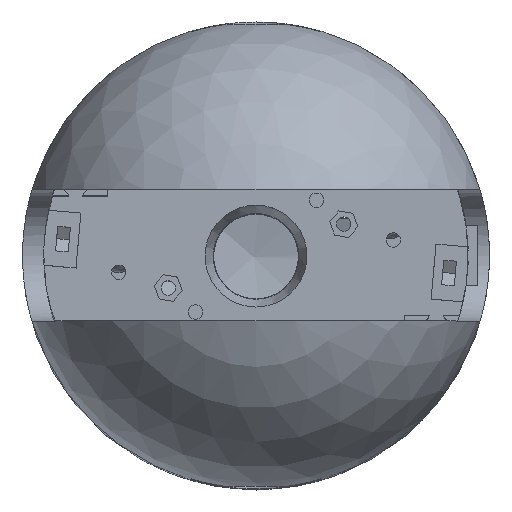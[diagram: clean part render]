
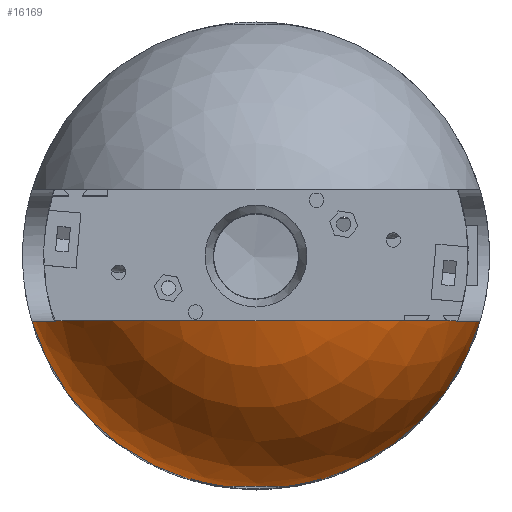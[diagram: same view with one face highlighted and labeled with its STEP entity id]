
A CAD part, top view. The second image highlights one B-rep face of the part: STEP entity #16169.
In plain terms, the highlighted spherical face has radius 55 mm.
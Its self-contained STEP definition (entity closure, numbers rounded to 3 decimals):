
#104=SPHERICAL_SURFACE('',#17723,55.);
#1739=CIRCLE('',#17600,55.);
#1742=CIRCLE('',#17603,55.);
#1747=CIRCLE('',#17609,52.771);
#1801=CIRCLE('',#17724,52.829);
#1802=CIRCLE('',#17725,54.889);
#1803=CIRCLE('',#17726,8.2);
#1804=CIRCLE('',#17727,8.2);
#1805=CIRCLE('',#17728,54.889);
#1806=CIRCLE('',#17729,52.829);
#2571=FACE_OUTER_BOUND('',#3623,.T.);
#3623=EDGE_LOOP('',(#14665,#14666,#14667,#14668,#14669,#14670,#14671,#14672,
#14673));
#7494=VERTEX_POINT('',#35953);
#7566=VERTEX_POINT('',#36502);
#7655=VERTEX_POINT('',#37137);
#7660=VERTEX_POINT('',#37160);
#7786=VERTEX_POINT('',#38420);
#7787=VERTEX_POINT('',#38422);
#7788=VERTEX_POINT('',#38424);
#7789=VERTEX_POINT('',#38426);
#7790=VERTEX_POINT('',#38428);
#9940=EDGE_CURVE('',#7566,#7655,#1739,.T.);
#9946=EDGE_CURVE('',#7660,#7494,#1742,.T.);
#9987=EDGE_CURVE('',#7494,#7566,#1747,.T.);
#10121=EDGE_CURVE('',#7660,#7786,#1801,.T.);
#10122=EDGE_CURVE('',#7786,#7787,#1802,.T.);
#10123=EDGE_CURVE('',#7787,#7788,#1803,.T.);
#10124=EDGE_CURVE('',#7788,#7789,#1804,.T.);
#10125=EDGE_CURVE('',#7789,#7790,#1805,.T.);
#10126=EDGE_CURVE('',#7790,#7655,#1806,.T.);
#14665=ORIENTED_EDGE('',*,*,#10121,.T.);
#14666=ORIENTED_EDGE('',*,*,#10122,.T.);
#14667=ORIENTED_EDGE('',*,*,#10123,.T.);
#14668=ORIENTED_EDGE('',*,*,#10124,.T.);
#14669=ORIENTED_EDGE('',*,*,#10125,.T.);
#14670=ORIENTED_EDGE('',*,*,#10126,.T.);
#14671=ORIENTED_EDGE('',*,*,#9940,.F.);
#14672=ORIENTED_EDGE('',*,*,#9987,.F.);
#14673=ORIENTED_EDGE('',*,*,#9946,.F.);
#16169=ADVANCED_FACE('',(#2571),#104,.T.);
#17600=AXIS2_PLACEMENT_3D('',#37138,#21241,#21242);
#17603=AXIS2_PLACEMENT_3D('',#37162,#21249,#21250);
#17609=AXIS2_PLACEMENT_3D('',#38139,#21264,#21265);
#17723=AXIS2_PLACEMENT_3D('',#38419,#21572,#21573);
#17724=AXIS2_PLACEMENT_3D('',#38421,#21574,#21575);
#17725=AXIS2_PLACEMENT_3D('',#38423,#21576,#21577);
#17726=AXIS2_PLACEMENT_3D('',#38425,#21578,#21579);
#17727=AXIS2_PLACEMENT_3D('',#38427,#21580,#21581);
#17728=AXIS2_PLACEMENT_3D('',#38429,#21582,#21583);
#17729=AXIS2_PLACEMENT_3D('',#38430,#21584,#21585);
#21241=DIRECTION('center_axis',(0.,0.,-1.));
#21242=DIRECTION('ref_axis',(1.,0.,0.));
#21249=DIRECTION('center_axis',(0.,0.,-1.));
#21250=DIRECTION('ref_axis',(1.,0.,0.));
#21264=DIRECTION('center_axis',(-1.,0.,0.));
#21265=DIRECTION('ref_axis',(0.,1.,0.));
#21572=DIRECTION('center_axis',(0.,0.,1.));
#21573=DIRECTION('ref_axis',(1.,0.,0.));
#21574=DIRECTION('center_axis',(0.,-1.,0.));
#21575=DIRECTION('ref_axis',(0.,0.,-1.));
#21576=DIRECTION('center_axis',(0.,0.,1.));
#21577=DIRECTION('ref_axis',(1.,0.,0.));
#21578=DIRECTION('center_axis',(-1.,0.,0.));
#21579=DIRECTION('ref_axis',(0.,0.904,0.427));
#21580=DIRECTION('center_axis',(-1.,0.,0.));
#21581=DIRECTION('ref_axis',(0.,0.904,0.427));
#21582=DIRECTION('center_axis',(0.,0.,1.));
#21583=DIRECTION('ref_axis',(1.,0.,0.));
#21584=DIRECTION('center_axis',(0.,1.,0.));
#21585=DIRECTION('ref_axis',(0.,0.,1.));
#35953=CARTESIAN_POINT('',(15.5,-52.771,100.));
#36502=CARTESIAN_POINT('',(15.5,52.771,100.));
#37137=CARTESIAN_POINT('',(52.829,15.3,100.));
#37138=CARTESIAN_POINT('Origin',(0.,0.,100.));
#37160=CARTESIAN_POINT('',(52.829,-15.3,100.));
#37162=CARTESIAN_POINT('Origin',(0.,0.,100.));
#38139=CARTESIAN_POINT('Origin',(15.5,0.,100.));
#38419=CARTESIAN_POINT('Origin',(0.,0.,100.));
#38420=CARTESIAN_POINT('',(52.713,-15.3,103.5));
#38421=CARTESIAN_POINT('Origin',(0.,-15.3,100.));
#38422=CARTESIAN_POINT('',(54.385,-7.416,103.5));
#38423=CARTESIAN_POINT('Origin',(0.,0.,103.5));
#38424=CARTESIAN_POINT('',(54.385,0.,108.2));
#38425=CARTESIAN_POINT('Origin',(54.385,0.,
100.));
#38426=CARTESIAN_POINT('',(54.385,7.416,103.5));
#38427=CARTESIAN_POINT('Origin',(54.385,0.,
100.));
#38428=CARTESIAN_POINT('',(52.713,15.3,103.5));
#38429=CARTESIAN_POINT('Origin',(0.,0.,103.5));
#38430=CARTESIAN_POINT('Origin',(0.,15.3,100.));
